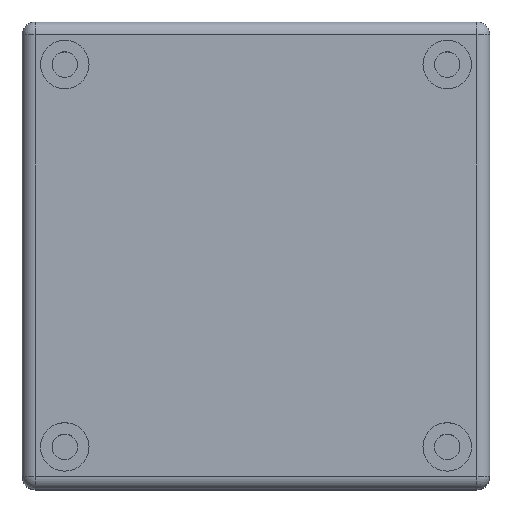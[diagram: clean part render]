
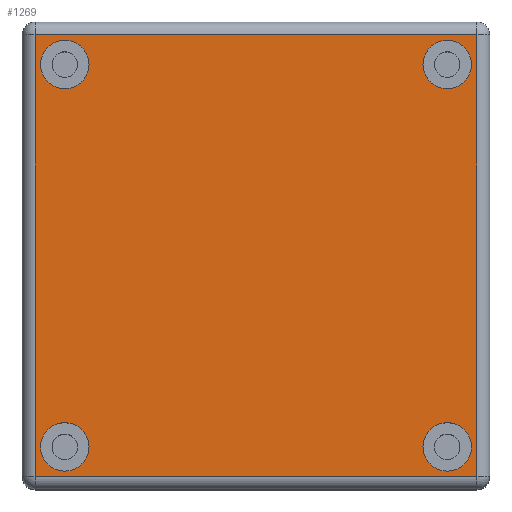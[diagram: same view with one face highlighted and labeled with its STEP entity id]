
A CAD part, top view. The second image highlights one B-rep face of the part: STEP entity #1269.
In plain terms, the highlighted planar face has unit normal (0, 0, 1).
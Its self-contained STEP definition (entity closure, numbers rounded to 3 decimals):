
#32=FACE_BOUND('',#231,.T.);
#33=FACE_BOUND('',#232,.T.);
#34=FACE_BOUND('',#233,.T.);
#35=FACE_BOUND('',#234,.T.);
#77=PLANE('',#1403);
#144=FACE_OUTER_BOUND('',#230,.T.);
#230=EDGE_LOOP('',(#1112,#1113,#1114,#1115));
#231=EDGE_LOOP('',(#1116));
#232=EDGE_LOOP('',(#1117));
#233=EDGE_LOOP('',(#1118));
#234=EDGE_LOOP('',(#1119));
#350=LINE('',#2097,#464);
#354=LINE('',#2113,#468);
#356=LINE('',#2116,#470);
#358=LINE('',#2119,#472);
#464=VECTOR('',#1713,10.);
#468=VECTOR('',#1731,10.);
#470=VECTOR('',#1735,10.);
#472=VECTOR('',#1739,10.);
#530=CIRCLE('',#1404,2.85);
#531=CIRCLE('',#1405,2.85);
#532=CIRCLE('',#1406,2.85);
#533=CIRCLE('',#1407,2.85);
#623=VERTEX_POINT('',#2059);
#628=VERTEX_POINT('',#2072);
#633=VERTEX_POINT('',#2085);
#638=VERTEX_POINT('',#2101);
#642=VERTEX_POINT('',#2126);
#643=VERTEX_POINT('',#2128);
#644=VERTEX_POINT('',#2130);
#645=VERTEX_POINT('',#2132);
#790=EDGE_CURVE('',#623,#633,#350,.T.);
#798=EDGE_CURVE('',#633,#638,#354,.T.);
#800=EDGE_CURVE('',#638,#628,#356,.T.);
#802=EDGE_CURVE('',#628,#623,#358,.T.);
#806=EDGE_CURVE('',#642,#642,#530,.T.);
#807=EDGE_CURVE('',#643,#643,#531,.T.);
#808=EDGE_CURVE('',#644,#644,#532,.T.);
#809=EDGE_CURVE('',#645,#645,#533,.T.);
#1112=ORIENTED_EDGE('',*,*,#790,.F.);
#1113=ORIENTED_EDGE('',*,*,#802,.F.);
#1114=ORIENTED_EDGE('',*,*,#800,.F.);
#1115=ORIENTED_EDGE('',*,*,#798,.F.);
#1116=ORIENTED_EDGE('',*,*,#806,.T.);
#1117=ORIENTED_EDGE('',*,*,#807,.T.);
#1118=ORIENTED_EDGE('',*,*,#808,.T.);
#1119=ORIENTED_EDGE('',*,*,#809,.T.);
#1269=ADVANCED_FACE('',(#144,#32,#33,#34,#35),#77,.T.);
#1403=AXIS2_PLACEMENT_3D('',#2125,#1747,#1748);
#1404=AXIS2_PLACEMENT_3D('',#2127,#1749,#1750);
#1405=AXIS2_PLACEMENT_3D('',#2129,#1751,#1752);
#1406=AXIS2_PLACEMENT_3D('',#2131,#1753,#1754);
#1407=AXIS2_PLACEMENT_3D('',#2133,#1755,#1756);
#1713=DIRECTION('',(1.,0.,0.));
#1731=DIRECTION('',(0.,-1.,0.));
#1735=DIRECTION('',(-1.,0.,0.));
#1739=DIRECTION('',(0.,1.,0.));
#1747=DIRECTION('center_axis',(0.,0.,1.));
#1748=DIRECTION('ref_axis',(1.,0.,0.));
#1749=DIRECTION('center_axis',(0.,0.,-1.));
#1750=DIRECTION('ref_axis',(1.,0.,0.));
#1751=DIRECTION('center_axis',(0.,0.,-1.));
#1752=DIRECTION('ref_axis',(1.,0.,0.));
#1753=DIRECTION('center_axis',(0.,0.,-1.));
#1754=DIRECTION('ref_axis',(1.,0.,0.));
#1755=DIRECTION('center_axis',(0.,0.,-1.));
#1756=DIRECTION('ref_axis',(1.,0.,0.));
#2059=CARTESIAN_POINT('',(1.5,53.5,40.));
#2072=CARTESIAN_POINT('',(1.5,1.5,40.));
#2085=CARTESIAN_POINT('',(53.5,53.5,40.));
#2097=CARTESIAN_POINT('',(41.25,53.5,40.));
#2101=CARTESIAN_POINT('',(53.5,1.5,40.));
#2113=CARTESIAN_POINT('',(53.5,13.75,40.));
#2116=CARTESIAN_POINT('',(13.75,1.5,40.));
#2119=CARTESIAN_POINT('',(1.5,41.25,40.));
#2125=CARTESIAN_POINT('Origin',(27.5,27.5,40.));
#2126=CARTESIAN_POINT('',(2.15,5.,40.));
#2127=CARTESIAN_POINT('Origin',(5.,5.,40.));
#2128=CARTESIAN_POINT('',(47.15,50.,40.));
#2129=CARTESIAN_POINT('Origin',(50.,50.,40.));
#2130=CARTESIAN_POINT('',(2.15,50.,40.));
#2131=CARTESIAN_POINT('Origin',(5.,50.,40.));
#2132=CARTESIAN_POINT('',(47.15,5.,40.));
#2133=CARTESIAN_POINT('Origin',(50.,5.,40.));
